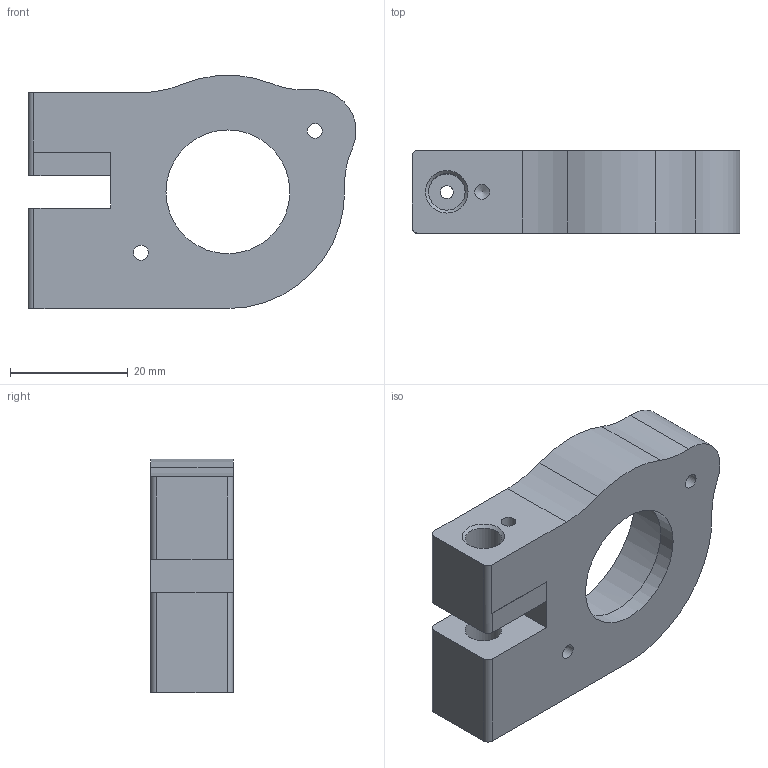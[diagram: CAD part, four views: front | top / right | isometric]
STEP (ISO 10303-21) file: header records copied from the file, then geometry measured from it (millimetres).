
FILE_DESCRIPTION(/* description */ (''),/* implementation_level */ '2;1');
FILE_NAME(/* name */ 'FAUTEUIL ARCHIE-version usinee v1.step',/* time_stamp */ '2024-08-06T23:23:12+02:00',/* author */ (''),/* organization */ (''),/* preprocessor_version */ 'ST-DEVELOPER v20',/* originating_system */ 'Autodesk Translation Framework v13.14.0.145',/* authorisation */ '');
FILE_SCHEMA (('AUTOMOTIVE_DESIGN { 1 0 10303 214 3 1 1 }'));
Length unit declared in the file: millimetre
Products named in the file (1): FAUTEUIL ARCHIE-version usinee
Bounding box: 55.62 x 14.01 x 39.55 mm (x, y, z)
Volume: 15399.8 mm3; surface area: 7913.4 mm2
Topology: 1 solids, 1 shells, 42 faces, 111 edges, 73 vertices
Faces by surface type: cylinder 20, plane 20, cone 2
Full cylindrical faces by diameter (mm): 2.214 x1, 2.529 x3, 6.2 x2, 21 x1, 31 x1
Entity records: 1365 total; most frequent: DIRECTION 242, CARTESIAN_POINT 226, ORIENTED_EDGE 220, EDGE_CURVE 110, AXIS2_PLACEMENT_3D 89, VERTEX_POINT 73, LINE 64, VECTOR 64
